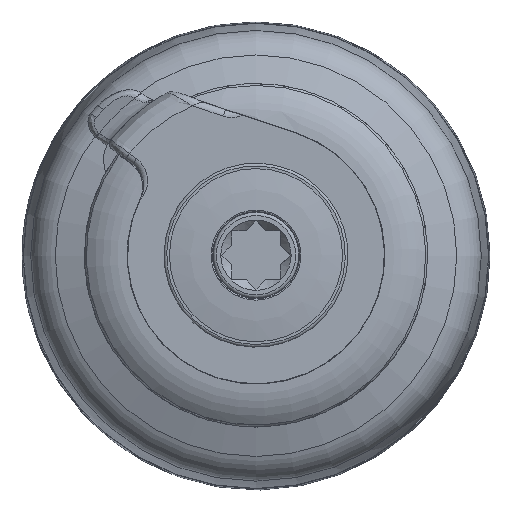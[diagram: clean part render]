
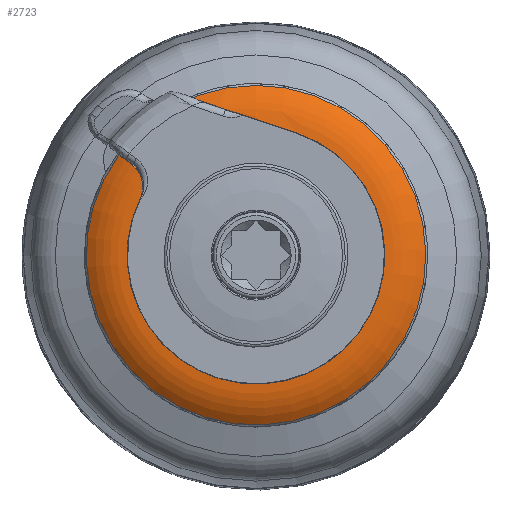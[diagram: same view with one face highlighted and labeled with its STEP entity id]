
A CAD part, top view. The second image highlights one B-rep face of the part: STEP entity #2723.
In plain terms, the highlighted toroidal (fillet/blend) face has major radius 47.65 mm and minor radius 23.682 mm.
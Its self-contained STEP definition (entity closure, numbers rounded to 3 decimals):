
#61=TOROIDAL_SURFACE('',#3001,47.65,23.682);
#122=B_SPLINE_CURVE_WITH_KNOTS('',3,(#5150,#5151,#5152,#5153,#5154,#5155,
#5156,#5157),.UNSPECIFIED.,.F.,.F.,(4,2,2,4),(-0.44,-0.413,
-0.119,0.),.UNSPECIFIED.);
#123=B_SPLINE_CURVE_WITH_KNOTS('',3,(#5161,#5162,#5163,#5164,#5165,#5166,
#5167,#5168,#5169,#5170,#5171,#5172),.UNSPECIFIED.,.F.,.F.,(4,2,2,2,2,4),
(-3.86,-3.571,-2.678,-1.786,
-0.893,0.),.UNSPECIFIED.);
#124=B_SPLINE_CURVE_WITH_KNOTS('',3,(#5176,#5177,#5178,#5179,#5180,#5181,
#5182,#5183,#5184,#5185,#5186,#5187,#5188,#5189),.UNSPECIFIED.,.F.,.F.,
(4,2,2,2,2,2,4),(-1.485,-1.259,-1.015,
-0.688,-0.351,-0.161,0.),
 .UNSPECIFIED.);
#125=B_SPLINE_CURVE_WITH_KNOTS('',3,(#5191,#5192,#5193,#5194,#5195,#5196),
 .UNSPECIFIED.,.F.,.F.,(4,2,4),(11.446,11.837,11.996),
 .UNSPECIFIED.);
#126=B_SPLINE_CURVE_WITH_KNOTS('',3,(#5199,#5200,#5201,#5202),
 .UNSPECIFIED.,.F.,.F.,(4,4),(-0.229,-0.16),
 .UNSPECIFIED.);
#658=FACE_OUTER_BOUND('',#877,.T.);
#877=EDGE_LOOP('',(#2286,#2287,#2288,#2289,#2290,#2291,#2292,#2293,#2294));
#1061=CIRCLE('',#3000,62.778);
#1062=CIRCLE('',#3002,62.204);
#1063=CIRCLE('',#3003,47.65);
#1064=CIRCLE('',#3004,62.204);
#1304=VERTEX_POINT('',#5110);
#1306=VERTEX_POINT('',#5134);
#1307=VERTEX_POINT('',#5149);
#1308=VERTEX_POINT('',#5158);
#1309=VERTEX_POINT('',#5160);
#1310=VERTEX_POINT('',#5173);
#1311=VERTEX_POINT('',#5175);
#1312=VERTEX_POINT('',#5190);
#1313=VERTEX_POINT('',#5197);
#1647=EDGE_CURVE('',#1304,#1306,#1061,.T.);
#1649=EDGE_CURVE('',#1307,#1304,#122,.T.);
#1650=EDGE_CURVE('',#1307,#1308,#1062,.T.);
#1651=EDGE_CURVE('',#1308,#1309,#123,.T.);
#1652=EDGE_CURVE('',#1309,#1310,#1063,.T.);
#1653=EDGE_CURVE('',#1310,#1311,#124,.T.);
#1654=EDGE_CURVE('',#1311,#1312,#125,.T.);
#1655=EDGE_CURVE('',#1312,#1313,#1064,.T.);
#1656=EDGE_CURVE('',#1306,#1313,#126,.T.);
#2286=ORIENTED_EDGE('',*,*,#1649,.F.);
#2287=ORIENTED_EDGE('',*,*,#1650,.T.);
#2288=ORIENTED_EDGE('',*,*,#1651,.T.);
#2289=ORIENTED_EDGE('',*,*,#1652,.T.);
#2290=ORIENTED_EDGE('',*,*,#1653,.T.);
#2291=ORIENTED_EDGE('',*,*,#1654,.T.);
#2292=ORIENTED_EDGE('',*,*,#1655,.T.);
#2293=ORIENTED_EDGE('',*,*,#1656,.F.);
#2294=ORIENTED_EDGE('',*,*,#1647,.F.);
#2723=ADVANCED_FACE('',(#658),#61,.T.);
#3000=AXIS2_PLACEMENT_3D('',#5135,#3571,#3572);
#3001=AXIS2_PLACEMENT_3D('',#5148,#3573,#3574);
#3002=AXIS2_PLACEMENT_3D('',#5159,#3575,#3576);
#3003=AXIS2_PLACEMENT_3D('',#5174,#3577,#3578);
#3004=AXIS2_PLACEMENT_3D('',#5198,#3579,#3580);
#3571=DIRECTION('center_axis',(0.,0.,
-1.));
#3572=DIRECTION('ref_axis',(-0.805,0.593,0.));
#3573=DIRECTION('center_axis',(0.,0.,
-1.));
#3574=DIRECTION('ref_axis',(-0.593,-0.805,0.));
#3575=DIRECTION('center_axis',(0.,0.,
-1.));
#3576=DIRECTION('ref_axis',(-0.593,-0.805,0.));
#3577=DIRECTION('center_axis',(0.,0.,
-1.));
#3578=DIRECTION('ref_axis',(-0.805,0.593,0.));
#3579=DIRECTION('center_axis',(0.,0.,
-1.));
#3580=DIRECTION('ref_axis',(-0.593,-0.805,0.));
#5110=CARTESIAN_POINT('',(-31.014,54.582,174.839));
#5134=CARTESIAN_POINT('',(-50.39,37.442,174.839));
#5135=CARTESIAN_POINT('Origin',(0.,0.,
174.839));
#5148=CARTESIAN_POINT('Origin',(0.,0.,
156.618));
#5149=CARTESIAN_POINT('',(-24.64,57.116,175.3));
#5150=CARTESIAN_POINT('Ctrl Pts',(-24.64,57.116,175.3));
#5151=CARTESIAN_POINT('Ctrl Pts',(-24.773,57.079,175.286));
#5152=CARTESIAN_POINT('Ctrl Pts',(-24.92,57.031,175.273));
#5153=CARTESIAN_POINT('Ctrl Pts',(-26.139,56.632,175.177));
#5154=CARTESIAN_POINT('Ctrl Pts',(-27.931,55.898,175.095));
#5155=CARTESIAN_POINT('Ctrl Pts',(-30.13,54.948,174.934));
#5156=CARTESIAN_POINT('Ctrl Pts',(-30.646,54.724,174.887));
#5157=CARTESIAN_POINT('Ctrl Pts',(-31.014,54.582,174.839));
#5158=CARTESIAN_POINT('',(-22.939,57.82,175.3));
#5159=CARTESIAN_POINT('Origin',(0.,0.,
175.3));
#5160=CARTESIAN_POINT('',(15.011,45.224,180.3));
#5161=CARTESIAN_POINT('Ctrl Pts',(-22.939,57.82,175.3));
#5162=CARTESIAN_POINT('Ctrl Pts',(-22.062,57.529,175.762));
#5163=CARTESIAN_POINT('Ctrl Pts',(-21.182,57.237,176.171));
#5164=CARTESIAN_POINT('Ctrl Pts',(-17.709,56.084,177.623));
#5165=CARTESIAN_POINT('Ctrl Pts',(-14.894,55.15,178.413));
#5166=CARTESIAN_POINT('Ctrl Pts',(-9.047,53.209,179.519));
#5167=CARTESIAN_POINT('Ctrl Pts',(-6.015,52.203,179.837));
#5168=CARTESIAN_POINT('Ctrl Pts',(0.098,50.174,180.205));
#5169=CARTESIAN_POINT('Ctrl Pts',(3.178,49.151,180.26));
#5170=CARTESIAN_POINT('Ctrl Pts',(9.222,47.145,180.306));
#5171=CARTESIAN_POINT('Ctrl Pts',(12.186,46.161,180.3));
#5172=CARTESIAN_POINT('Ctrl Pts',(15.011,45.224,180.3));
#5173=CARTESIAN_POINT('',(-42.933,20.67,180.3));
#5174=CARTESIAN_POINT('Origin',(0.,0.,
180.3));
#5175=CARTESIAN_POINT('',(-46.168,33.681,178.312));
#5176=CARTESIAN_POINT('Ctrl Pts',(-42.933,20.67,180.3));
#5177=CARTESIAN_POINT('Ctrl Pts',(-42.607,21.348,180.3));
#5178=CARTESIAN_POINT('Ctrl Pts',(-42.354,22.059,180.301));
#5179=CARTESIAN_POINT('Ctrl Pts',(-41.991,23.583,180.296));
#5180=CARTESIAN_POINT('Ctrl Pts',(-41.895,24.394,180.289));
#5181=CARTESIAN_POINT('Ctrl Pts',(-41.892,26.297,180.238));
#5182=CARTESIAN_POINT('Ctrl Pts',(-42.06,27.375,180.18));
#5183=CARTESIAN_POINT('Ctrl Pts',(-42.725,29.468,179.933));
#5184=CARTESIAN_POINT('Ctrl Pts',(-43.224,30.454,179.741));
#5185=CARTESIAN_POINT('Ctrl Pts',(-44.213,31.836,179.301));
#5186=CARTESIAN_POINT('Ctrl Pts',(-44.607,32.295,179.116));
#5187=CARTESIAN_POINT('Ctrl Pts',(-45.393,33.067,178.725));
#5188=CARTESIAN_POINT('Ctrl Pts',(-45.773,33.39,178.527));
#5189=CARTESIAN_POINT('Ctrl Pts',(-46.168,33.681,178.312));
#5190=CARTESIAN_POINT('',(-50.24,36.678,175.3));
#5191=CARTESIAN_POINT('Ctrl Pts',(-46.168,33.681,178.312));
#5192=CARTESIAN_POINT('Ctrl Pts',(-47.149,34.403,177.779));
#5193=CARTESIAN_POINT('Ctrl Pts',(-48.162,35.149,177.099));
#5194=CARTESIAN_POINT('Ctrl Pts',(-49.501,36.134,175.989));
#5195=CARTESIAN_POINT('Ctrl Pts',(-49.878,36.412,175.651));
#5196=CARTESIAN_POINT('Ctrl Pts',(-50.24,36.678,175.3));
#5197=CARTESIAN_POINT('',(-49.986,37.024,175.3));
#5198=CARTESIAN_POINT('Origin',(0.,0.,
175.3));
#5199=CARTESIAN_POINT('Ctrl Pts',(-50.39,37.442,174.839));
#5200=CARTESIAN_POINT('Ctrl Pts',(-50.251,37.31,174.996));
#5201=CARTESIAN_POINT('Ctrl Pts',(-50.119,37.168,175.15));
#5202=CARTESIAN_POINT('Ctrl Pts',(-49.986,37.024,175.3));
